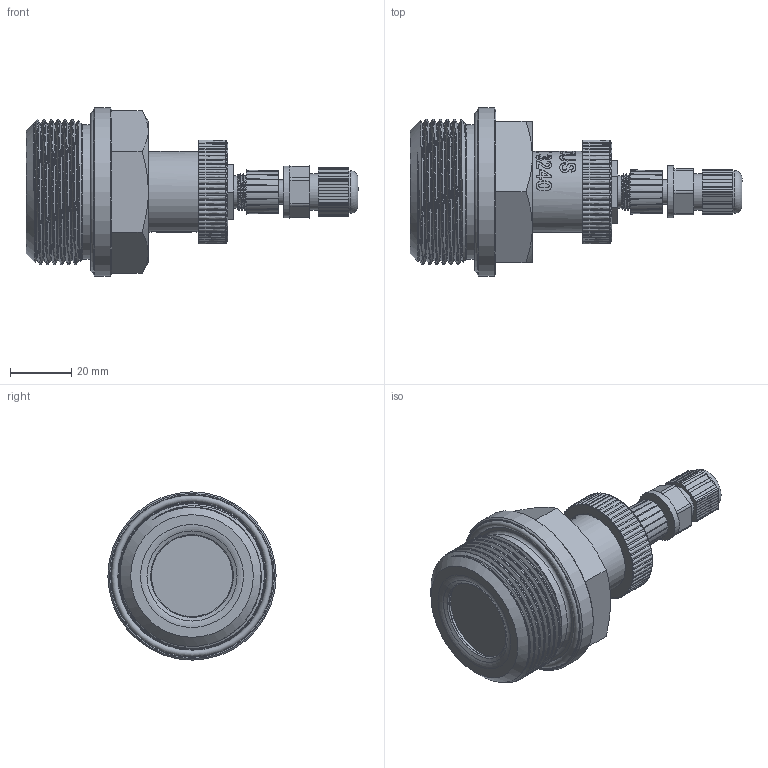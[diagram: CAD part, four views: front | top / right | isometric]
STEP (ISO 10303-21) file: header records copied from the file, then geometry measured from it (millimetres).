
FILE_DESCRIPTION(/* description */ (''),/* implementation_level */ '2;1');
FILE_NAME(/* name */ 'APZ3240_G1-1''2DIN-PVC_M12x1-straight.step',/* time_stamp */ '2021-06-24T16:46:59+03:00',/* author */ (''),/* organization */ (''),/* preprocessor_version */ 'ST-DEVELOPER v18.1',/* originating_system */ 'Autodesk Translation Framework v10.9.0.1377',/* authorisation */ '');
FILE_SCHEMA (('AUTOMOTIVE_DESIGN { 1 0 10303 214 3 1 1 }'));
Products named in the file (7): апз 3240 заполненый; OMAL nut M27x1.5 v8; M12x1 male v16; M12x1 female straight v9; Ш100.000.002 v4; G1-1'2 DIN PVC; Shell
Assembly tree (5 placements, depth 2):
  апз 3240 заполненый
    OMAL nut M27x1.5 v8
    M12x1 male v16
    M12x1 female straight v9
    Ш100.000.002 v4
    Shell
  G1-1'2 DIN PVC
Bounding box: 108.54 x 55 x 55 mm (x, y, z)
Volume: 104086.7 mm3; surface area: 31382.7 mm2
Topology: 18 solids, 18 shells, 957 faces, 2652 edges, 1776 vertices
Faces by surface type: bspline 469, plane 268, cylinder 153, cone 48, torus 19
Full cylindrical faces by diameter (mm): 1 x12, 1.5 x4, 7.3 x1, 8 x3, 8.2 x1, 10.293 x1, 10.6 x2, 10.741 x6, 11.884 x5, 12 x1, 14 x2, 14.137 x4, 14.526 x3, 15.85 x3, 16.203 x3, 17 x1, 21.4 x2, 22.3 x1, 24.5 x1, 25.132 x3, 25.526 x4, 26.5 x5, 27.208 x5, 33.8 x1, 34.737 x4, 35.884 x3, 36.5 x1, 40 x2, 44 x1, 44.845 x6
Entity records: 57104 total; most frequent: CARTESIAN_POINT 36108, ORIENTED_EDGE 5304, DIRECTION 2685, EDGE_CURVE 2652, VERTEX_POINT 1776, B_SPLINE_CURVE_WITH_KNOTS 1249, EDGE_LOOP 1020, LINE 981
